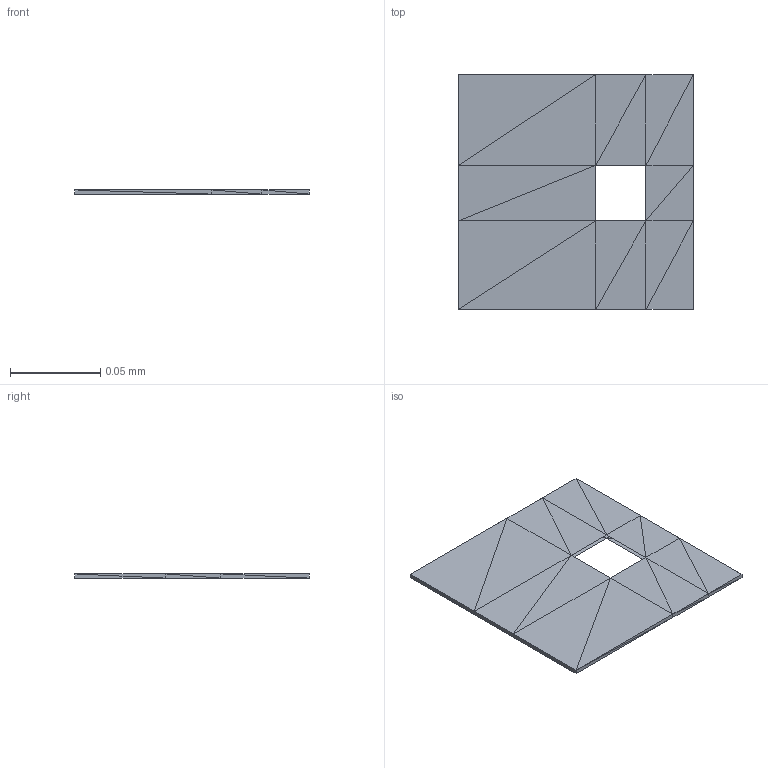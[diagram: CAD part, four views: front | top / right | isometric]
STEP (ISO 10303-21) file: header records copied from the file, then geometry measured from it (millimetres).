
FILE_DESCRIPTION(('FreeCAD Model'),'2;1');
FILE_NAME('Open CASCADE Shape Model','2025-06-16T14:10:01',('Author'),( ''),'Open CASCADE STEP processor 7.8','FreeCAD','Unknown');
FILE_SCHEMA(('AUTOMOTIVE_DESIGN { 1 0 10303 214 1 1 1 1 }'));
Length unit declared in the file: millimetre
Products named in the file (1): Top_Cover002
Bounding box: 0.13 x 0.13 x 0 mm (x, y, z)
Surface area: 0 mm2 (no closed solid volume)
Topology: 0 solids, 56 shells, 56 faces, 168 edges, 168 vertices
Faces by surface type: plane 56
Entity records: 2427 total; most frequent: CARTESIAN_POINT 393, DIRECTION 282, ORIENTED_EDGE 168, EDGE_CURVE 168, VERTEX_POINT 168, LINE 168, VECTOR 168, AXIS2_PLACEMENT_3D 57
